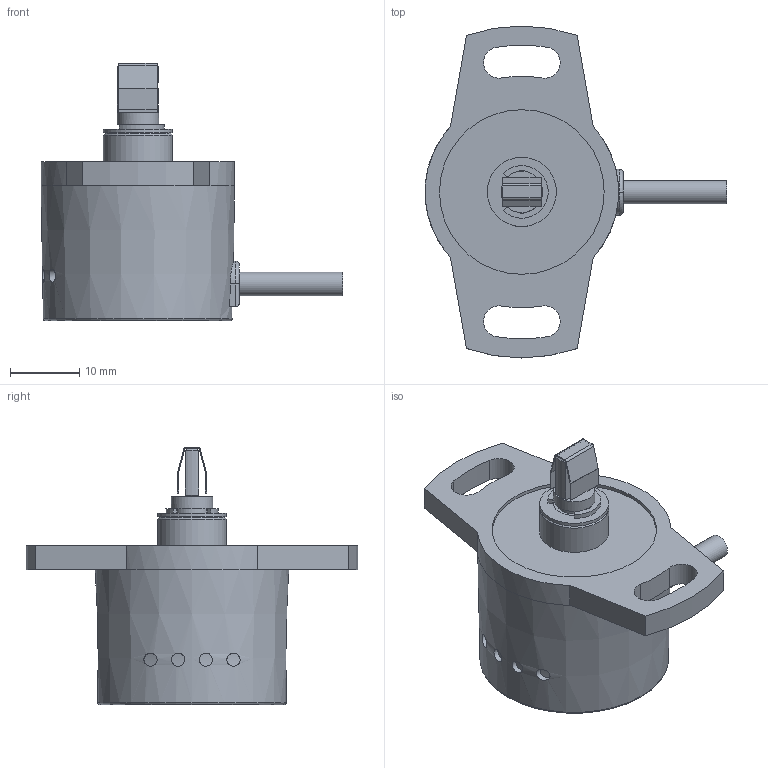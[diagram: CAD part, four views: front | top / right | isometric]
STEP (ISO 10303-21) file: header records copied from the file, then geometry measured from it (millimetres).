
FILE_DESCRIPTION(('Bauteilbeschreibung','HiCAD-Model','HiCAD-STEP-TRANSLATION','Bauteilbeschreibung'),'2;1');
FILE_NAME('VERT-X 2821_2841.STP','2009-05-05T12:48:23+00:00',('Konstrukteur'),('Konstrukteur Firma GmbH'),' HiCAD neXt 2008, Step 3.1.1401.2D ','HiCAD neXt 2008','confidential');
FILE_SCHEMA(('AUTOMOTIVE_DESIGN { 1 2 10303 214 0 1 1 1 }'));
Length unit declared in the file: millimetre
Products named in the file (5): VERT_X 2821_2841; VERT_X_2841_XXX_XXX_XXX; CABLE; HOUSING; SHAFT
Assembly tree (4 placements, depth 3):
  VERT_X 2821_2841
    VERT_X_2841_XXX_XXX_XXX
      CABLE
      HOUSING
      SHAFT
Bounding box: 43.66 x 48 x 37.2 mm (x, y, z)
Volume: 15503.3 mm3; surface area: 5419.9 mm2
Topology: 3 solids, 3 shells, 115 faces, 286 edges, 186 vertices
Faces by surface type: plane 54, cylinder 48, cone 9, torus 4
Full cylindrical faces by diameter (mm): 1.9 x1, 3.4 x1, 3.7 x1, 5 x1, 6 x4, 10 x2, 23.8 x1, 28 x1
Entity records: 8025 total; most frequent: CARTESIAN_POINT 3969, DIRECTION 583, ORIENTED_EDGE 504, EDGE_CURVE 252, AXIS2_PLACEMENT_3D 235, COLOUR_RGB 235, PRESENTATION_STYLE_ASSIGNMENT 235, OVER_RIDING_STYLED_ITEM 232
